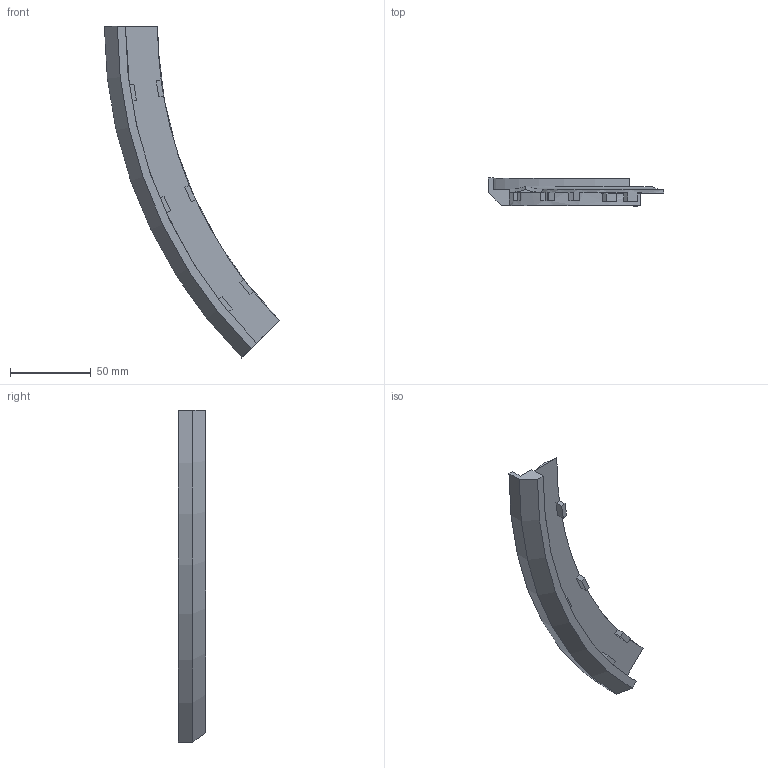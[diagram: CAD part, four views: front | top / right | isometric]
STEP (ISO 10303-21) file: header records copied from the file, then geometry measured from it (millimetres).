
FILE_DESCRIPTION(/* description */ (''),/* implementation_level */ '2;1');
FILE_NAME(/* name */ 'front_rail.stp',/* time_stamp */ '2025-10-27T17:30:40+09:00',/* author */ ('hibik'),/* organization */ (''),/* preprocessor_version */ 'ST-DEVELOPER v20.1',/* originating_system */ 'Autodesk Inventor 2026',/* authorisation */ '');
FILE_SCHEMA (('AUTOMOTIVE_DESIGN { 1 0 10303 214 3 1 1 }'));
Length unit declared in the file: millimetre
Products named in the file (1): front_rail
Bounding box: 108.52 x 17 x 205.65 mm (x, y, z)
Volume: 38327.6 mm3; surface area: 21652.2 mm2
Topology: 1 solids, 1 shells, 41 faces, 112 edges, 73 vertices
Faces by surface type: plane 31, cylinder 5, bspline 2, torus 2, cone 1
Entity records: 1406 total; most frequent: CARTESIAN_POINT 311, ORIENTED_EDGE 224, DIRECTION 210, EDGE_CURVE 112, LINE 78, VECTOR 78, VERTEX_POINT 73, AXIS2_PLACEMENT_3D 66
